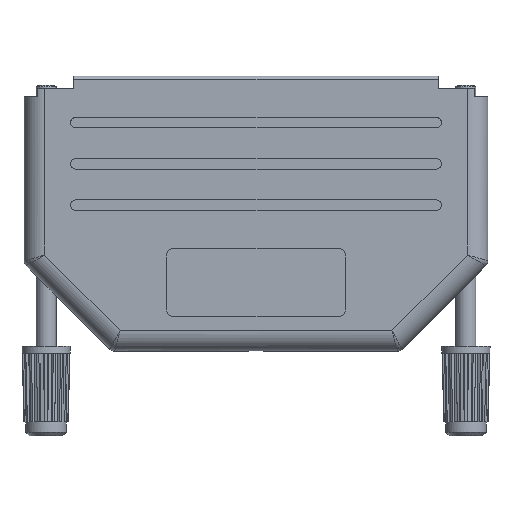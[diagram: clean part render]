
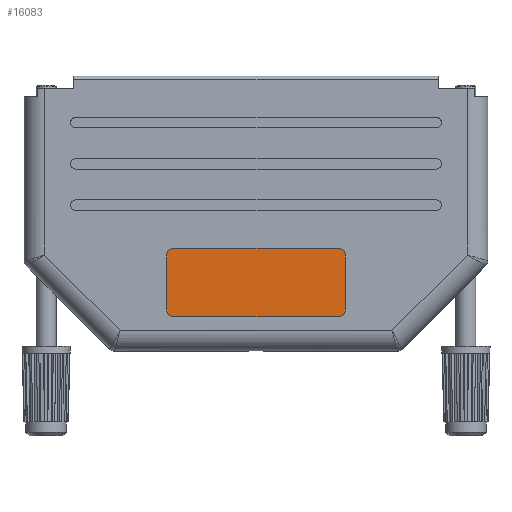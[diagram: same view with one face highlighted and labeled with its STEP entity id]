
A CAD part, front view. The second image highlights one B-rep face of the part: STEP entity #16083.
In plain terms, the highlighted planar face has unit normal (0, -1, 0).
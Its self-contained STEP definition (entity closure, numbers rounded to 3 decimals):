
#58 = ORIENTED_EDGE ( 'NONE', *, *, #10284, .T. ) ;
#64 = EDGE_CURVE ( 'NONE', #18126, #22871, #12516, .T. ) ;
#785 = CARTESIAN_POINT ( 'NONE',  ( -13., 0.1, -34. ) ) ;
#1000 = DIRECTION ( 'NONE',  ( 0., 1., 0. ) ) ;
#1793 = EDGE_CURVE ( 'NONE', #4910, #19314, #16360, .T. ) ;
#2314 = VECTOR ( 'NONE', #14516, 1000. ) ;
#2636 = AXIS2_PLACEMENT_3D ( 'NONE', #11851, #22881, #2918 ) ;
#2689 = EDGE_CURVE ( 'NONE', #22871, #11142, #9759, .T. ) ;
#2918 = DIRECTION ( 'NONE',  ( -1., 0., 0. ) ) ;
#2983 = CARTESIAN_POINT ( 'NONE',  ( 13., 0.1, -26. ) ) ;
#3405 = VECTOR ( 'NONE', #10147, 1000. ) ;
#3779 = DIRECTION ( 'NONE',  ( -1., 0., 0. ) ) ;
#4084 = EDGE_CURVE ( 'NONE', #15903, #4910, #20092, .T. ) ;
#4725 = DIRECTION ( 'NONE',  ( 0., -1., 0. ) ) ;
#4910 = VERTEX_POINT ( 'NONE', #14613 ) ;
#6410 = DIRECTION ( 'NONE',  ( 0., -1., 0. ) ) ;
#7225 = EDGE_CURVE ( 'NONE', #19314, #21494, #22538, .T. ) ;
#7685 = CARTESIAN_POINT ( 'NONE',  ( -12., 0.1, -26. ) ) ;
#8143 = DIRECTION ( 'NONE',  ( -1., 0., 0. ) ) ;
#8293 = VECTOR ( 'NONE', #13487, 1000. ) ;
#8363 = ORIENTED_EDGE ( 'NONE', *, *, #11513, .T. ) ;
#8378 = CIRCLE ( 'NONE', #12125, 1. ) ;
#9224 = CARTESIAN_POINT ( 'NONE',  ( 12., 0.1, -25. ) ) ;
#9451 = CARTESIAN_POINT ( 'NONE',  ( 12., 0.1, -26. ) ) ;
#9759 = CIRCLE ( 'NONE', #2636, 1. ) ;
#9963 = ORIENTED_EDGE ( 'NONE', *, *, #4084, .T. ) ;
#10042 = CARTESIAN_POINT ( 'NONE',  ( 12., 0.1, -35. ) ) ;
#10098 = ORIENTED_EDGE ( 'NONE', *, *, #1793, .T. ) ;
#10147 = DIRECTION ( 'NONE',  ( 0., 0., 1. ) ) ;
#10280 = VERTEX_POINT ( 'NONE', #20607 ) ;
#10284 = EDGE_CURVE ( 'NONE', #11142, #10280, #17084, .T. ) ;
#11142 = VERTEX_POINT ( 'NONE', #18980 ) ;
#11513 = EDGE_CURVE ( 'NONE', #21494, #18126, #8378, .T. ) ;
#11730 = ORIENTED_EDGE ( 'NONE', *, *, #22695, .T. ) ;
#11851 = CARTESIAN_POINT ( 'NONE',  ( 12., 0.1, -34. ) ) ;
#11918 = DIRECTION ( 'NONE',  ( -1., 0., 0. ) ) ;
#11972 = DIRECTION ( 'NONE',  ( -1., 0., 0. ) ) ;
#12120 = CARTESIAN_POINT ( 'NONE',  ( -13., 0.1, -26. ) ) ;
#12125 = AXIS2_PLACEMENT_3D ( 'NONE', #13632, #4725, #11972 ) ;
#12516 = LINE ( 'NONE', #19909, #2314 ) ;
#13478 = EDGE_LOOP ( 'NONE', ( #10098, #20258, #8363, #23227, #13740, #58, #11730, #9963 ) ) ;
#13487 = DIRECTION ( 'NONE',  ( 0., 0., -1. ) ) ;
#13632 = CARTESIAN_POINT ( 'NONE',  ( -12., 0.1, -34. ) ) ;
#13740 = ORIENTED_EDGE ( 'NONE', *, *, #2689, .T. ) ;
#14516 = DIRECTION ( 'NONE',  ( 1., 0., 0. ) ) ;
#14613 = CARTESIAN_POINT ( 'NONE',  ( -12., 0.1, -25. ) ) ;
#15241 = AXIS2_PLACEMENT_3D ( 'NONE', #7685, #22120, #8143 ) ;
#15260 = CARTESIAN_POINT ( 'NONE',  ( -13., 0.1, -26. ) ) ;
#15903 = VERTEX_POINT ( 'NONE', #9224 ) ;
#16083 = ADVANCED_FACE ( 'NONE', ( #20380 ), #18852, .F. ) ;
#16360 = CIRCLE ( 'NONE', #15241, 1. ) ;
#16768 = AXIS2_PLACEMENT_3D ( 'NONE', #9451, #6410, #22135 ) ;
#17084 = LINE ( 'NONE', #2983, #3405 ) ;
#18126 = VERTEX_POINT ( 'NONE', #22704 ) ;
#18852 = PLANE ( 'NONE',  #22593 ) ;
#18980 = CARTESIAN_POINT ( 'NONE',  ( 13., 0.1, -34. ) ) ;
#19314 = VERTEX_POINT ( 'NONE', #12120 ) ;
#19909 = CARTESIAN_POINT ( 'NONE',  ( 12., 0.1, -35. ) ) ;
#19982 = CARTESIAN_POINT ( 'NONE',  ( 12., 0.1, -25. ) ) ;
#20092 = LINE ( 'NONE', #19982, #20434 ) ;
#20258 = ORIENTED_EDGE ( 'NONE', *, *, #7225, .T. ) ;
#20380 = FACE_OUTER_BOUND ( 'NONE', #13478, .T. ) ;
#20434 = VECTOR ( 'NONE', #3779, 1000. ) ;
#20607 = CARTESIAN_POINT ( 'NONE',  ( 13., 0.1, -26. ) ) ;
#20727 = CARTESIAN_POINT ( 'NONE',  ( -12., 0.1, -26. ) ) ;
#21494 = VERTEX_POINT ( 'NONE', #785 ) ;
#22120 = DIRECTION ( 'NONE',  ( 0., -1., 0. ) ) ;
#22135 = DIRECTION ( 'NONE',  ( -1., 0., 0. ) ) ;
#22417 = CIRCLE ( 'NONE', #16768, 1. ) ;
#22538 = LINE ( 'NONE', #15260, #8293 ) ;
#22593 = AXIS2_PLACEMENT_3D ( 'NONE', #20727, #1000, #11918 ) ;
#22695 = EDGE_CURVE ( 'NONE', #10280, #15903, #22417, .T. ) ;
#22704 = CARTESIAN_POINT ( 'NONE',  ( -12., 0.1, -35. ) ) ;
#22871 = VERTEX_POINT ( 'NONE', #10042 ) ;
#22881 = DIRECTION ( 'NONE',  ( 0., -1., 0. ) ) ;
#23227 = ORIENTED_EDGE ( 'NONE', *, *, #64, .T. ) ;
